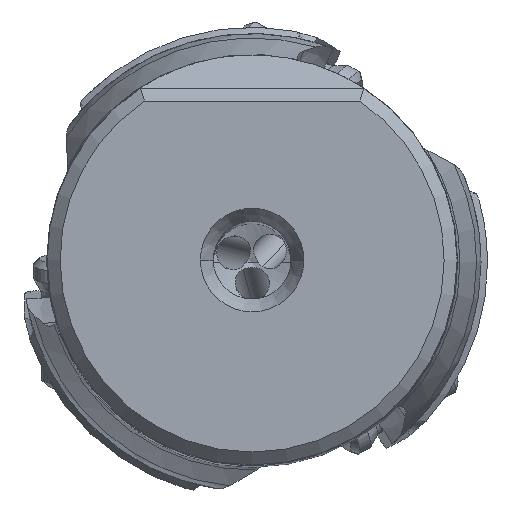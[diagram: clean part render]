
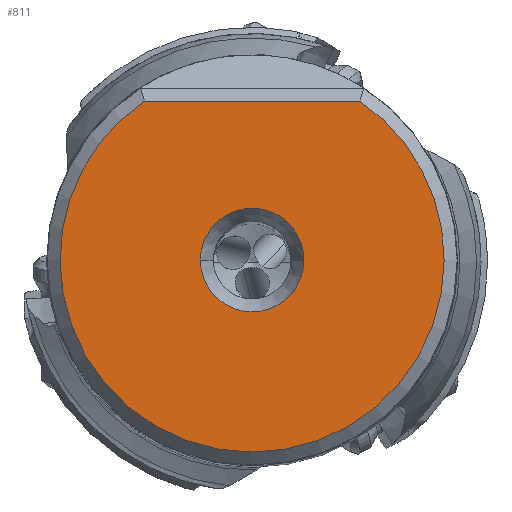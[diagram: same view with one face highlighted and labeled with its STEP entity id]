
A CAD part, top view. The second image highlights one B-rep face of the part: STEP entity #811.
In plain terms, the highlighted planar face has unit normal (0, 0, 1).
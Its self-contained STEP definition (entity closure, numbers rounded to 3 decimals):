
#811=ADVANCED_FACE('',(#1141,#1142),#1078,.T.);
#1078=PLANE('',#5430);
#1141=FACE_BOUND('',#1173,.T.);
#1142=FACE_BOUND('',#1174,.T.);
#1173=EDGE_LOOP('',(#1822,#1823,#1824,#1825));
#1174=EDGE_LOOP('',(#1826,#1827));
#1456=LINE('',#7629,#1639);
#1639=VECTOR('',#6121,1.);
#1822=ORIENTED_EDGE('',*,*,#4024,.F.);
#1823=ORIENTED_EDGE('',*,*,#4025,.F.);
#1824=ORIENTED_EDGE('',*,*,#4026,.F.);
#1825=ORIENTED_EDGE('',*,*,#4027,.F.);
#1826=ORIENTED_EDGE('',*,*,#4028,.F.);
#1827=ORIENTED_EDGE('',*,*,#4029,.F.);
#3460=VERTEX_POINT('',#7623);
#3461=VERTEX_POINT('',#7624);
#3462=VERTEX_POINT('',#7626);
#3463=VERTEX_POINT('',#7628);
#3464=VERTEX_POINT('',#7631);
#3465=VERTEX_POINT('',#7632);
#4024=EDGE_CURVE('',#3460,#3461,#4843,.T.);
#4025=EDGE_CURVE('',#3462,#3460,#4844,.T.);
#4026=EDGE_CURVE('',#3463,#3462,#4845,.T.);
#4027=EDGE_CURVE('',#3461,#3463,#1456,.T.);
#4028=EDGE_CURVE('',#3464,#3465,#4846,.T.);
#4029=EDGE_CURVE('',#3465,#3464,#4847,.T.);
#4843=CIRCLE('',#5425,14.836);
#4844=CIRCLE('',#5426,14.836);
#4845=CIRCLE('',#5427,14.836);
#4846=CIRCLE('',#5428,4.);
#4847=CIRCLE('',#5429,4.);
#5425=AXIS2_PLACEMENT_3D('',#7622,#6115,#6116);
#5426=AXIS2_PLACEMENT_3D('',#7625,#6117,#6118);
#5427=AXIS2_PLACEMENT_3D('',#7627,#6119,#6120);
#5428=AXIS2_PLACEMENT_3D('',#7630,#6122,#6123);
#5429=AXIS2_PLACEMENT_3D('',#7633,#6124,#6125);
#5430=AXIS2_PLACEMENT_3D('',#7634,#6126,#6127);
#6115=DIRECTION('',(0.,0.,-1.));
#6116=DIRECTION('',(-1.,0.,0.));
#6117=DIRECTION('',(0.,0.,-1.));
#6118=DIRECTION('',(1.,0.,0.));
#6119=DIRECTION('',(0.,0.,-1.));
#6120=DIRECTION('',(0.561,0.828,0.));
#6121=DIRECTION('',(1.,0.,0.));
#6122=DIRECTION('',(0.,0.,1.));
#6123=DIRECTION('',(-1.,0.,0.));
#6124=DIRECTION('',(0.,0.,1.));
#6125=DIRECTION('',(1.,0.,0.));
#6126=DIRECTION('',(0.,0.,1.));
#6127=DIRECTION('',(1.,0.,0.));
#7622=CARTESIAN_POINT('',(0.,0.,0.));
#7623=CARTESIAN_POINT('',(-14.836,0.,0.));
#7624=CARTESIAN_POINT('',(-8.318,12.285,0.));
#7625=CARTESIAN_POINT('',(0.,0.,0.));
#7626=CARTESIAN_POINT('',(14.836,0.,0.));
#7627=CARTESIAN_POINT('',(0.,0.,0.));
#7628=CARTESIAN_POINT('',(8.318,12.285,0.));
#7629=CARTESIAN_POINT('',(-8.318,12.285,0.));
#7630=CARTESIAN_POINT('',(0.,0.,0.));
#7631=CARTESIAN_POINT('',(-4.,0.,0.));
#7632=CARTESIAN_POINT('',(4.,0.,0.));
#7633=CARTESIAN_POINT('',(0.,0.,0.));
#7634=CARTESIAN_POINT('',(-0.001,-1.276,0.));
